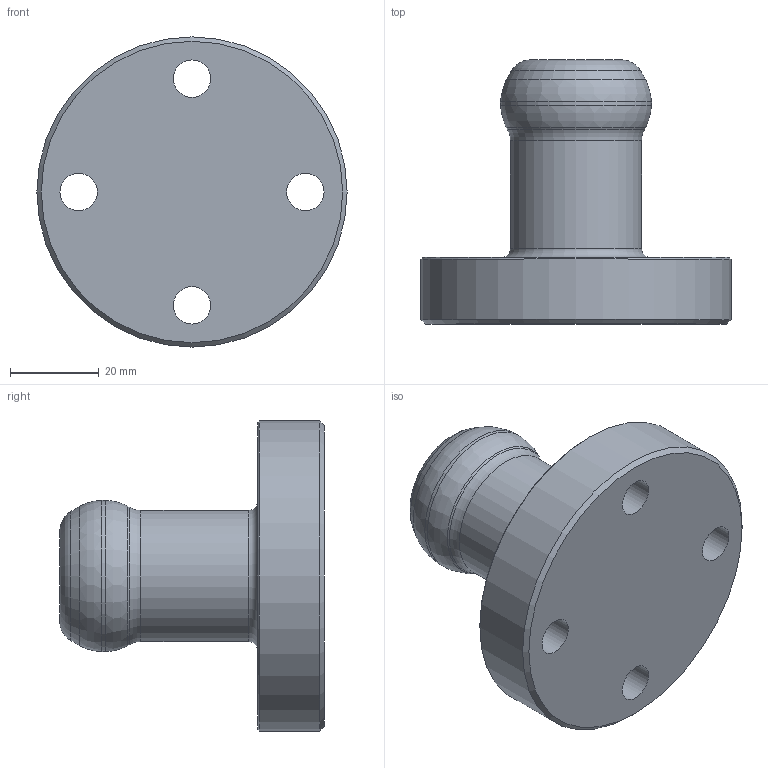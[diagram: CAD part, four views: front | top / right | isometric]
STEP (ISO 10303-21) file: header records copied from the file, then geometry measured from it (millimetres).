
FILE_DESCRIPTION (( 'STEP AP214' ), '1' );
FILE_NAME ('STARK_807 307_B.STEP', '2021-09-28T15:08:31', ( '' ), ( '' ), 'SwSTEP 2.0', 'SolidWorks 2019', '' );
FILE_SCHEMA (( 'AUTOMOTIVE_DESIGN' ));
Length unit declared in the file: millimetre
Products named in the file (1): STARK_807 307_B
Bounding box: 69.8 x 59.5 x 69.8 mm (x, y, z)
Volume: 82117.8 mm3; surface area: 16705.9 mm2
Topology: 1 solids, 1 shells, 27 faces, 51 edges, 31 vertices
Faces by surface type: cylinder 11, plane 7, torus 5, cone 4
Full cylindrical faces by diameter (mm): 8.4 x4, 15 x4, 29.5 x1, 34 x1, 69.8 x1
Entity records: 624 total; most frequent: DIRECTION 116, CARTESIAN_POINT 88, EDGE_LOOP 60, ORIENTED_EDGE 60, AXIS2_PLACEMENT_3D 58, FACE_OUTER_BOUND 43, EDGE_CURVE 30, CIRCLE 30
